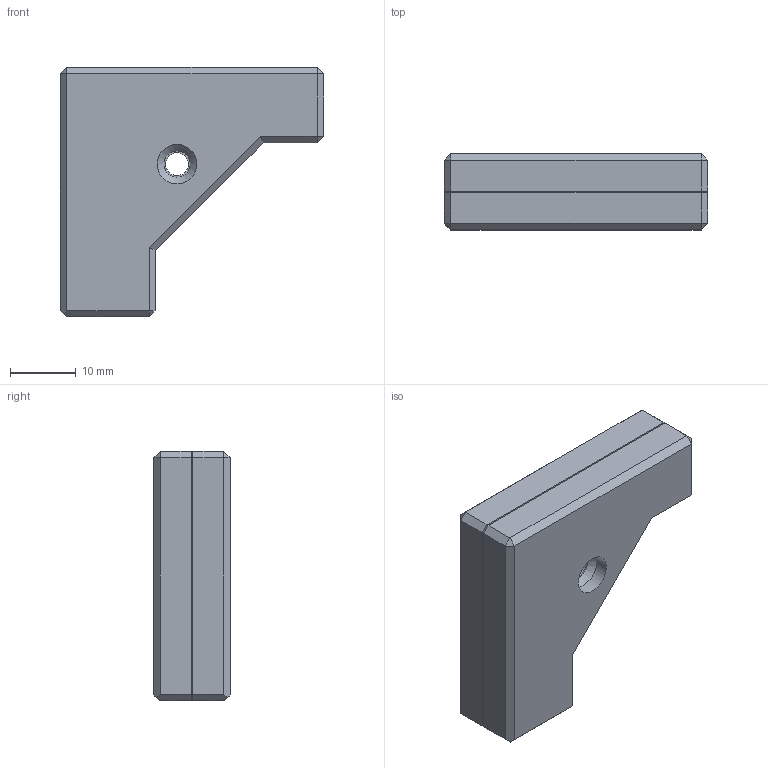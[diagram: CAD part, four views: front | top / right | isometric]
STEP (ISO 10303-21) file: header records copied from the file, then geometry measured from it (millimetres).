
FILE_DESCRIPTION(/* description */ (''),/* implementation_level */ '2;1');
FILE_NAME(/* name */ 'Cable L Clamp.step',/* time_stamp */ '2021-06-07T19:50:28+10:00',/* author */ (''),/* organization */ (''),/* preprocessor_version */ 'ST-DEVELOPER v18.1',/* originating_system */ 'Autodesk Translation Framework v10.9.0.1377',/* authorisation */ '');
FILE_SCHEMA (('AUTOMOTIVE_DESIGN { 1 0 10303 214 3 1 1 }'));
Length unit declared in the file: millimetre
Products named in the file (1): Cable L Clamp
Bounding box: 40 x 11.6 x 37.9 mm (x, y, z)
Volume: 7288.5 mm3; surface area: 6027.2 mm2
Topology: 2 solids, 2 shells, 94 faces, 229 edges, 141 vertices
Faces by surface type: plane 88, cylinder 5, cone 1
Full cylindrical faces by diameter (mm): 3.5 x2, 6 x1
Entity records: 2708 total; most frequent: CARTESIAN_POINT 465, ORIENTED_EDGE 458, DIRECTION 434, EDGE_CURVE 229, LINE 214, VECTOR 214, VERTEX_POINT 141, AXIS2_PLACEMENT_3D 110
